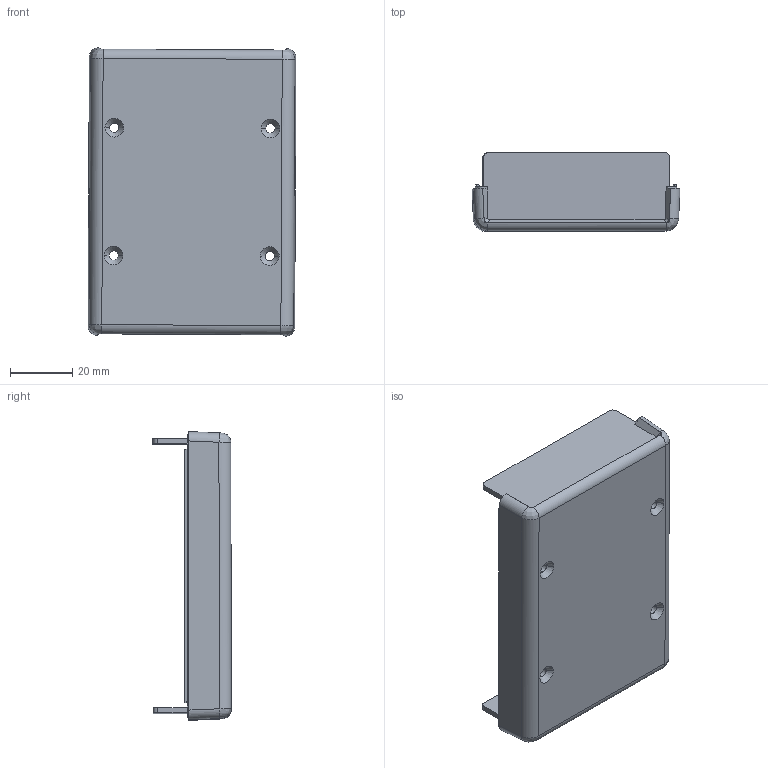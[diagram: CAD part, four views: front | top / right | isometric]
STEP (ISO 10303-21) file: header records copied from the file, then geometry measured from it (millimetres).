
FILE_DESCRIPTION (( 'STEP AP214' ), '1' );
FILE_NAME ('housig.STEP', '2015-01-28T16:22:32', ( 'Matjaz' ), ( '' ), 'SwSTEP 2.0', 'SolidWorks 2014', '' );
FILE_SCHEMA (( 'AUTOMOTIVE_DESIGN' ));
Length unit declared in the file: millimetre
Products named in the file (3): 1593L Endplate; 1593L BOTTOM; housig
Assembly tree (3 placements, depth 2):
  housig
    1593L BOTTOM
    1593L Endplate  x2
Bounding box: 66.6 x 25.07 x 92.47 mm (x, y, z)
Volume: 26078.4 mm3; surface area: 24747.2 mm2
Topology: 3 solids, 3 shells, 182 faces, 452 edges, 292 vertices
Faces by surface type: plane 84, cylinder 50, cone 24, bspline 24
Entity records: 8969 total; most frequent: CARTESIAN_POINT 2945, ORIENTED_EDGE 856, DIRECTION 788, EDGE_CURVE 428, VERTEX_POINT 276, AXIS2_PLACEMENT_3D 270, VECTOR 248, LINE 248
